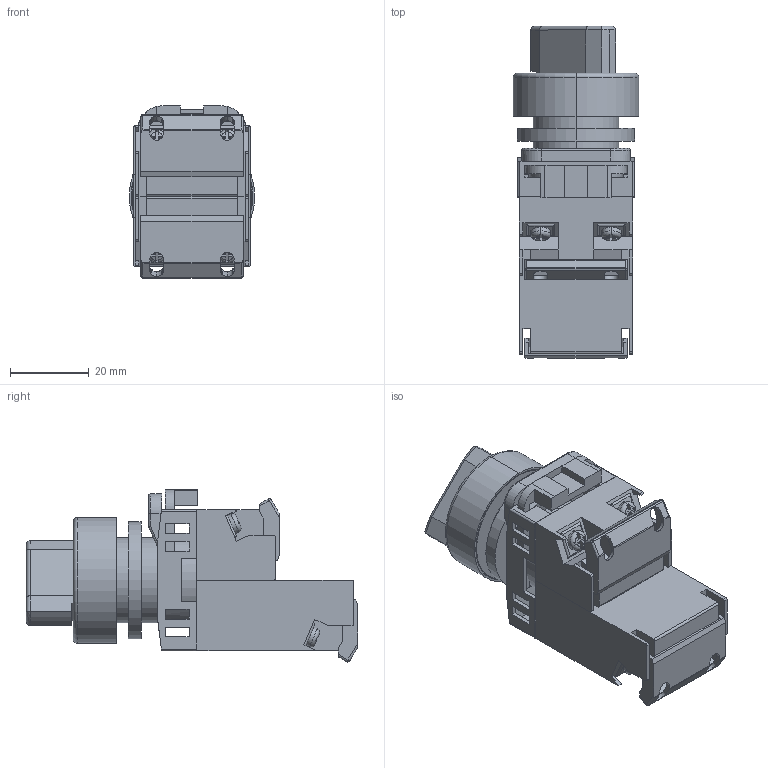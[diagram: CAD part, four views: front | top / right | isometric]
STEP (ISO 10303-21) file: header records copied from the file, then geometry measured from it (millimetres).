
FILE_DESCRIPTION (( 'STEP AP214' ), '1' );
FILE_NAME ('AR22PL-010L3SZA.step', '2017-08-28T21:00:58', ( '' ), ( '' ), 'SwSTEP 2.0', 'SolidWorks 2017', '' );
FILE_SCHEMA (( 'AUTOMOTIVE_DESIGN' ));
Length unit declared in the file: millimetre
Products named in the file (1): AR22PL-010L3SZA
Bounding box: 32 x 84.5 x 43.81 mm (x, y, z)
Volume: 48971.3 mm3; surface area: 26710.8 mm2
Topology: 18 solids, 18 shells, 462 faces, 1236 edges, 804 vertices
Faces by surface type: plane 317, cylinder 118, torus 14, sphere 8, bspline 5
Entity records: 15341 total; most frequent: CARTESIAN_POINT 3570, ORIENTED_EDGE 2468, DIRECTION 2147, EDGE_CURVE 1234, LINE 871, VECTOR 871, VERTEX_POINT 804, AXIS2_PLACEMENT_3D 638
